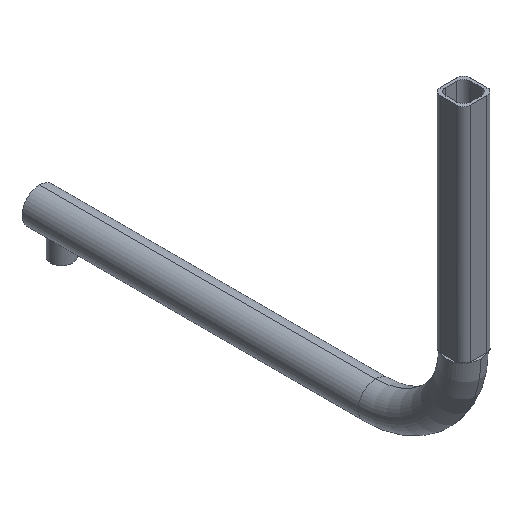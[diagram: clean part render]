
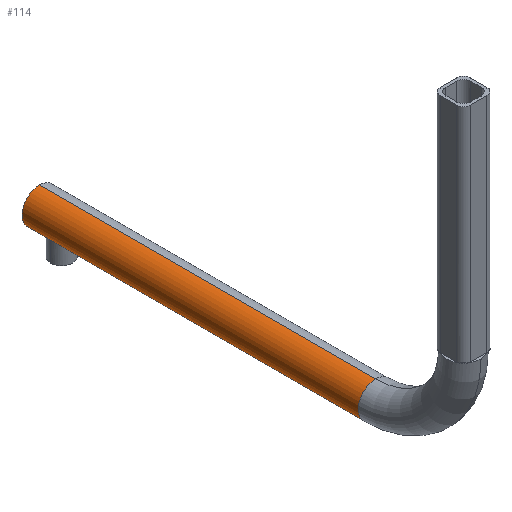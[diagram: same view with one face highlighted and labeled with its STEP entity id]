
A CAD part, isometric view. The second image highlights one B-rep face of the part: STEP entity #114.
In plain terms, the highlighted cylindrical face has radius 12 mm (diameter 24 mm), a partial arc.
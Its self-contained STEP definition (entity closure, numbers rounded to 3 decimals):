
#16 = CARTESIAN_POINT ( 'NONE',  ( 3.203, 283.247, -21.527 ) ) ;
#114 = ADVANCED_FACE ( 'NONE', ( #1963 ), #433, .T. ) ;
#139 = DIRECTION ( 'NONE',  ( 0., 0., -1. ) ) ;
#140 = CARTESIAN_POINT ( 'NONE',  ( 7.124, 291.715, -23.525 ) ) ;
#141 = EDGE_CURVE ( 'NONE', #805, #1571, #1171, .T. ) ;
#149 = CARTESIAN_POINT ( 'NONE',  ( 5.906, 290.934, -23.088 ) ) ;
#205 = CARTESIAN_POINT ( 'NONE',  ( 8.035, 277.912, -23.747 ) ) ;
#253 = CARTESIAN_POINT ( 'NONE',  ( 4.011, 288.791, -22.099 ) ) ;
#261 = CARTESIAN_POINT ( 'NONE',  ( 6.492, 278.656, -23.313 ) ) ;
#287 = ORIENTED_EDGE ( 'NONE', *, *, #141, .T. ) ;
#324 = CARTESIAN_POINT ( 'NONE',  ( 3.412, 282.537, -21.683 ) ) ;
#339 = CARTESIAN_POINT ( 'NONE',  ( 10.5, 70.5, 0. ) ) ;
#355 = AXIS2_PLACEMENT_3D ( 'NONE', #1628, #667, #1903 ) ;
#410 = CARTESIAN_POINT ( 'NONE',  ( 9.991, 292.5, -24. ) ) ;
#411 = EDGE_CURVE ( 'NONE', #805, #1039, #1109, .T. ) ;
#422 = VECTOR ( 'NONE', #501, 1000. ) ;
#433 = CYLINDRICAL_SURFACE ( 'NONE', #1038, 12. ) ;
#435 = CARTESIAN_POINT ( 'NONE',  ( 8.514, 292.249, -23.845 ) ) ;
#442 = CARTESIAN_POINT ( 'NONE',  ( 10.5, 300., -24. ) ) ;
#444 = CARTESIAN_POINT ( 'NONE',  ( 9.493, 292.449, -23.968 ) ) ;
#451 = CARTESIAN_POINT ( 'NONE',  ( 10.5, 300., 0. ) ) ;
#464 = ORIENTED_EDGE ( 'NONE', *, *, #1303, .F. ) ;
#484 = EDGE_CURVE ( 'NONE', #674, #791, #1646, .T. ) ;
#494 = CARTESIAN_POINT ( 'NONE',  ( 3.783, 281.627, -21.947 ) ) ;
#496 = CARTESIAN_POINT ( 'NONE',  ( 5.892, 279.063, -23.088 ) ) ;
#501 = DIRECTION ( 'NONE',  ( 0., -1., 0. ) ) ;
#515 = CARTESIAN_POINT ( 'NONE',  ( 4.411, 280.614, -22.342 ) ) ;
#574 = CARTESIAN_POINT ( 'NONE',  ( 5.358, 290.465, -22.844 ) ) ;
#597 = DIRECTION ( 'NONE',  ( 0., 0., -1. ) ) ;
#599 = CARTESIAN_POINT ( 'NONE',  ( 6.101, 291.079, -23.167 ) ) ;
#607 = CARTESIAN_POINT ( 'NONE',  ( 6.7, 291.484, -23.39 ) ) ;
#630 = CARTESIAN_POINT ( 'NONE',  ( 10.5, 70.5, -24. ) ) ;
#633 = ORIENTED_EDGE ( 'NONE', *, *, #1450, .T. ) ;
#667 = DIRECTION ( 'NONE',  ( 0., 1., 0. ) ) ;
#674 = VERTEX_POINT ( 'NONE', #1592 ) ;
#714 = CARTESIAN_POINT ( 'NONE',  ( 10.5, 300., -24. ) ) ;
#739 = CARTESIAN_POINT ( 'NONE',  ( 3.251, 286.987, -21.564 ) ) ;
#751 = CARTESIAN_POINT ( 'NONE',  ( 4.853, 289.958, -22.595 ) ) ;
#791 = VERTEX_POINT ( 'NONE', #1031 ) ;
#805 = VERTEX_POINT ( 'NONE', #1783 ) ;
#860 = CARTESIAN_POINT ( 'NONE',  ( 6.701, 278.528, -23.385 ) ) ;
#863 = CARTESIAN_POINT ( 'NONE',  ( 10.5, 300., -12. ) ) ;
#872 = DIRECTION ( 'NONE',  ( 0., -1., 0. ) ) ;
#881 = LINE ( 'NONE', #442, #1683 ) ;
#915 = AXIS2_PLACEMENT_3D ( 'NONE', #863, #1503, #139 ) ;
#951 = CARTESIAN_POINT ( 'NONE',  ( 3.497, 282.305, -21.745 ) ) ;
#952 = ORIENTED_EDGE ( 'NONE', *, *, #411, .F. ) ;
#964 = CARTESIAN_POINT ( 'NONE',  ( 4.553, 280.423, -22.424 ) ) ;
#969 = CARTESIAN_POINT ( 'NONE',  ( 8.512, 277.764, -23.837 ) ) ;
#1031 = CARTESIAN_POINT ( 'NONE',  ( 3., 285., -21.367 ) ) ;
#1038 = AXIS2_PLACEMENT_3D ( 'NONE', #1820, #872, #597 ) ;
#1039 = VERTEX_POINT ( 'NONE', #339 ) ;
#1049 = B_SPLINE_CURVE_WITH_KNOTS ( 'NONE', 3,
 ( #1066, #1822, #1492, #739, #1525, #1673, #253, #1813, #751, #574, #1976, #149, #599, #607, #140, #1687, #435, #444, #410, #1952 ),
 .UNSPECIFIED., .F., .F.,
 ( 4, 2, 2, 2, 2, 2, 2, 2, 2, 4 ),
 ( 0., 0.002, 0.003, 0.005, 0.006, 0.007, 0.008, 0.009, 0.011, 0.012 ),
 .UNSPECIFIED. ) ;
#1066 = CARTESIAN_POINT ( 'NONE',  ( 3., 285., -21.367 ) ) ;
#1070 = VECTOR ( 'NONE', #1726, 1000. ) ;
#1088 = CARTESIAN_POINT ( 'NONE',  ( 10.5, 292.5, -24. ) ) ;
#1109 = LINE ( 'NONE', #451, #1070 ) ;
#1115 = CARTESIAN_POINT ( 'NONE',  ( 5.525, 279.368, -22.926 ) ) ;
#1125 = CARTESIAN_POINT ( 'NONE',  ( 10.5, 277.5, -24. ) ) ;
#1145 = CARTESIAN_POINT ( 'NONE',  ( 9.994, 277.5, -24. ) ) ;
#1171 = CIRCLE ( 'NONE', #915, 12. ) ;
#1247 = CARTESIAN_POINT ( 'NONE',  ( 3.265, 283.007, -21.574 ) ) ;
#1256 = CARTESIAN_POINT ( 'NONE',  ( 3., 285., -21.367 ) ) ;
#1303 = EDGE_CURVE ( 'NONE', #791, #1347, #1049, .T. ) ;
#1347 = VERTEX_POINT ( 'NONE', #1088 ) ;
#1376 = VERTEX_POINT ( 'NONE', #630 ) ;
#1403 = EDGE_CURVE ( 'NONE', #1571, #1347, #1848, .T. ) ;
#1408 = ORIENTED_EDGE ( 'NONE', *, *, #484, .F. ) ;
#1450 = EDGE_CURVE ( 'NONE', #1376, #1039, #1679, .T. ) ;
#1455 = CARTESIAN_POINT ( 'NONE',  ( 4.857, 280.054, -22.592 ) ) ;
#1492 = CARTESIAN_POINT ( 'NONE',  ( 3.052, 286.011, -21.41 ) ) ;
#1501 = DIRECTION ( 'NONE',  ( 0., -1., 0. ) ) ;
#1503 = DIRECTION ( 'NONE',  ( 0., -1., 0. ) ) ;
#1525 = CARTESIAN_POINT ( 'NONE',  ( 3.401, 287.468, -21.678 ) ) ;
#1528 = ORIENTED_EDGE ( 'NONE', *, *, #1403, .T. ) ;
#1541 = EDGE_LOOP ( 'NONE', ( #952, #287, #1528, #464, #1408, #1721, #633 ) ) ;
#1562 = CARTESIAN_POINT ( 'NONE',  ( 4.013, 281.206, -22.1 ) ) ;
#1571 = VERTEX_POINT ( 'NONE', #714 ) ;
#1592 = CARTESIAN_POINT ( 'NONE',  ( 10.5, 277.5, -24. ) ) ;
#1605 = CARTESIAN_POINT ( 'NONE',  ( 9.495, 277.551, -23.968 ) ) ;
#1625 = CARTESIAN_POINT ( 'NONE',  ( 7.351, 278.189, -23.582 ) ) ;
#1628 = CARTESIAN_POINT ( 'NONE',  ( 10.5, 70.5, -12. ) ) ;
#1640 = EDGE_CURVE ( 'NONE', #674, #1376, #881, .T. ) ;
#1646 = B_SPLINE_CURVE_WITH_KNOTS ( 'NONE', 3,
 ( #1125, #1145, #1605, #1741, #969, #205, #1938, #1625, #1647, #860, #261, #496, #1115, #1758, #1455, #964, #515, #1562, #494, #951, #324, #1247, #16, #1736, #1719, #1256 ),
 .UNSPECIFIED., .F., .F.,
 ( 4, 2, 2, 2, 2, 2, 2, 2, 2, 2, 2, 2, 4 ),
 ( 0.036, 0.038, 0.038, 0.039, 0.04, 0.041, 0.042, 0.043, 0.044, 0.045, 0.046, 0.047, 0.048 ),
 .UNSPECIFIED. ) ;
#1647 = CARTESIAN_POINT ( 'NONE',  ( 7.131, 278.295, -23.52 ) ) ;
#1673 = CARTESIAN_POINT ( 'NONE',  ( 3.78, 288.366, -21.945 ) ) ;
#1679 = CIRCLE ( 'NONE', #355, 12. ) ;
#1683 = VECTOR ( 'NONE', #1501, 1000. ) ;
#1687 = CARTESIAN_POINT ( 'NONE',  ( 8.028, 292.098, -23.752 ) ) ;
#1719 = CARTESIAN_POINT ( 'NONE',  ( 3., 284.491, -21.367 ) ) ;
#1721 = ORIENTED_EDGE ( 'NONE', *, *, #1640, .T. ) ;
#1726 = DIRECTION ( 'NONE',  ( 0., -1., 0. ) ) ;
#1736 = CARTESIAN_POINT ( 'NONE',  ( 3.053, 283.979, -21.411 ) ) ;
#1741 = CARTESIAN_POINT ( 'NONE',  ( 8.757, 277.701, -23.875 ) ) ;
#1758 = CARTESIAN_POINT ( 'NONE',  ( 5.019, 279.875, -22.677 ) ) ;
#1783 = CARTESIAN_POINT ( 'NONE',  ( 10.5, 300., 0. ) ) ;
#1813 = CARTESIAN_POINT ( 'NONE',  ( 4.55, 289.591, -22.426 ) ) ;
#1820 = CARTESIAN_POINT ( 'NONE',  ( 10.5, 300., -12. ) ) ;
#1822 = CARTESIAN_POINT ( 'NONE',  ( 3., 285.512, -21.367 ) ) ;
#1848 = LINE ( 'NONE', #1877, #422 ) ;
#1877 = CARTESIAN_POINT ( 'NONE',  ( 10.5, 300., -24. ) ) ;
#1903 = DIRECTION ( 'NONE',  ( 0., 0., 1. ) ) ;
#1938 = CARTESIAN_POINT ( 'NONE',  ( 7.803, 277.997, -23.695 ) ) ;
#1952 = CARTESIAN_POINT ( 'NONE',  ( 10.5, 292.5, -24. ) ) ;
#1963 = FACE_OUTER_BOUND ( 'NONE', #1541, .T. ) ;
#1976 = CARTESIAN_POINT ( 'NONE',  ( 5.535, 290.626, -22.926 ) ) ;
